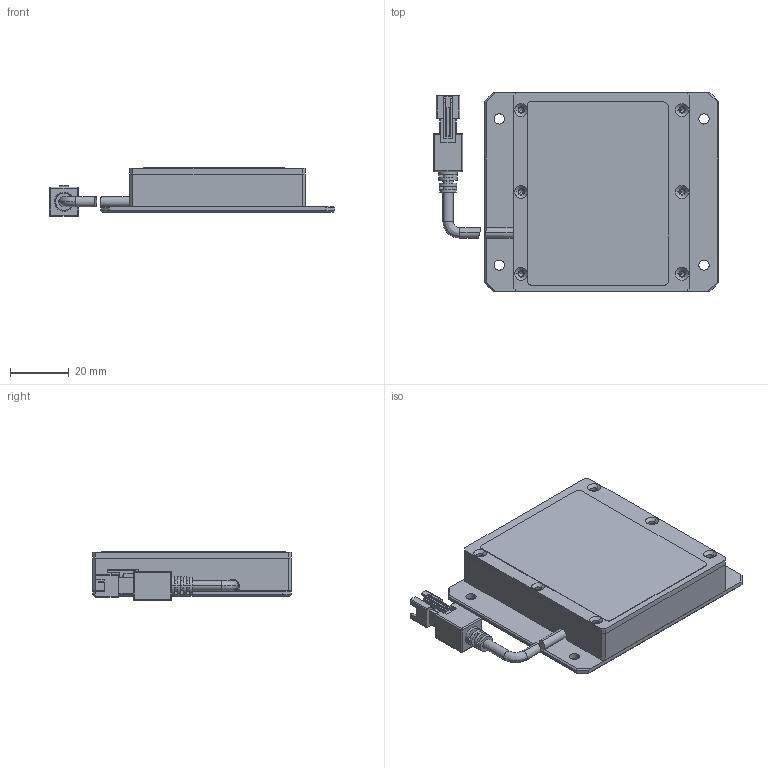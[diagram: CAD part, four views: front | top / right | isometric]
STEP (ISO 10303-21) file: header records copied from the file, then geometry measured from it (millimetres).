
FILE_DESCRIPTION (( 'STEP AP214' ), '1' );
FILE_NAME ('660402-W.STEP', '2019-03-05T06:35:23', ( 'user' ), ( 'ÔÆº£ ¼¼Êõ' ), 'SwSTEP 2.0', 'SolidWorks 2016', '' );
FILE_SCHEMA (( 'AUTOMOTIVE_DESIGN' ));
Length unit declared in the file: millimetre
Products named in the file (1): 660402-W
Bounding box: 97.5 x 68 x 16.65 mm (x, y, z)
Volume: 34885.6 mm3; surface area: 38130.9 mm2
Topology: 6 solids, 6 shells, 922 faces, 2298 edges, 1474 vertices
Faces by surface type: plane 650, cylinder 137, bspline 79, cone 56
Entity records: 36636 total; most frequent: CARTESIAN_POINT 6073, ORIENTED_EDGE 4540, DIRECTION 4141, EDGE_CURVE 2270, LINE 1797, VECTOR 1797, VERTEX_POINT 1474, AXIS2_PLACEMENT_3D 1172
